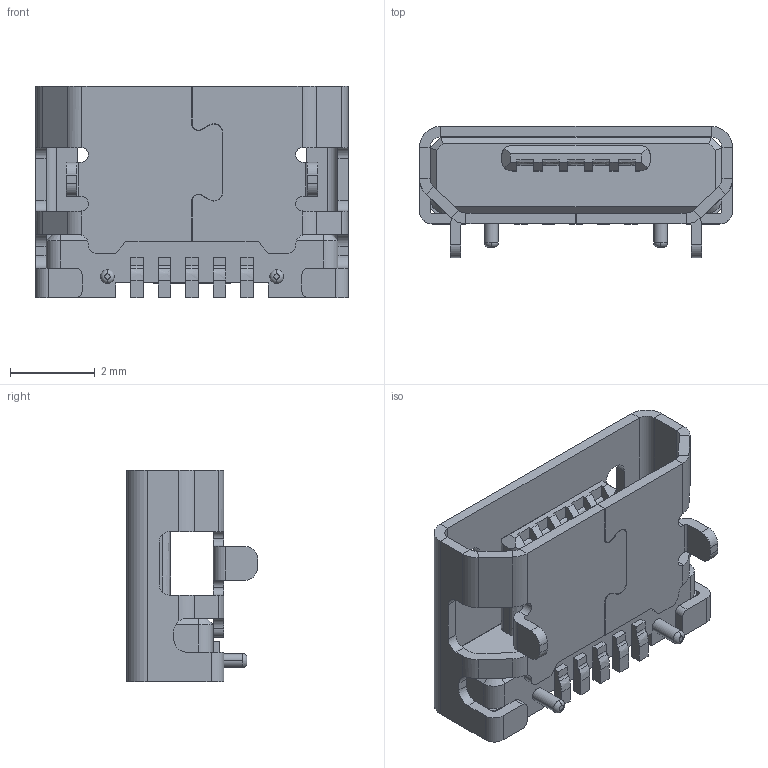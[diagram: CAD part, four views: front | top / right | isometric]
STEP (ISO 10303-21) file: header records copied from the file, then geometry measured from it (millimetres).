
FILE_DESCRIPTION (( 'STEP AP214' ), '1' );
FILE_NAME ('U254-051T-4BH83-F1S.STEP', '2023-09-18T06:30:40', ( '' ), ( '' ), 'SwSTEP 2.0', 'SolidWorks 2021', '' );
FILE_SCHEMA (( 'AUTOMOTIVE_DESIGN' ));
Length unit declared in the file: millimetre
Products named in the file (2): U254-051T-4BH83-F1S; U254-051T-4BH83-F1S_U254-051T-4BH83-F1S
Assembly tree (1 placements, depth 2):
  U254-051T-4BH83-F1S
    U254-051T-4BH83-F1S_U254-051T-4BH83-F1S
Bounding box: 7.4 x 3.1 x 5 mm (x, y, z)
Volume: 37.7 mm3; surface area: 253.2 mm2
Topology: 12 solids, 12 shells, 367 faces, 988 edges, 644 vertices
Faces by surface type: plane 250, cylinder 97, bspline 14, torus 4, cone 2
Entity records: 11844 total; most frequent: CARTESIAN_POINT 2494, ORIENTED_EDGE 1976, DIRECTION 1831, EDGE_CURVE 988, LINE 705, VECTOR 705, VERTEX_POINT 644, AXIS2_PLACEMENT_3D 563
